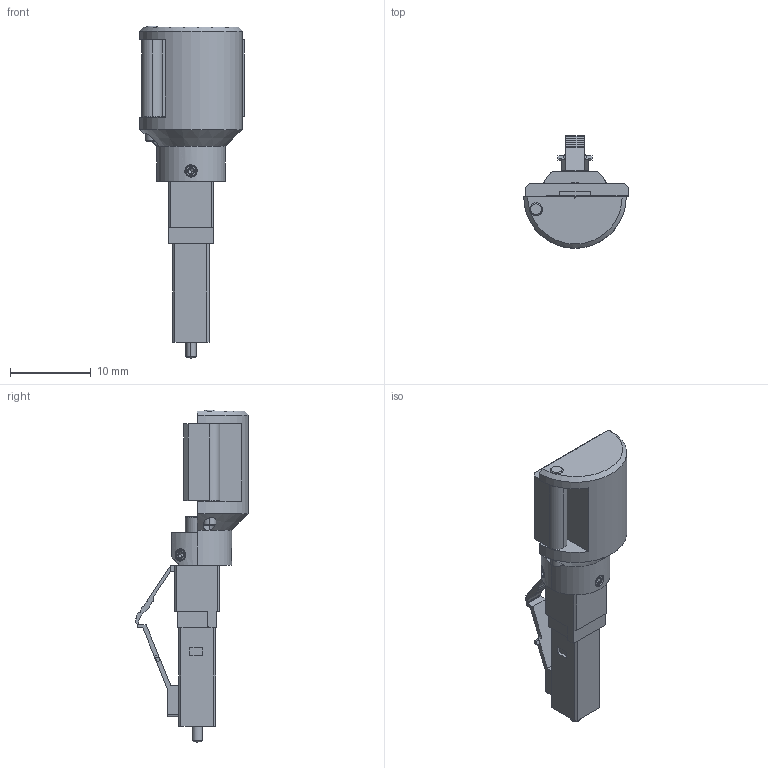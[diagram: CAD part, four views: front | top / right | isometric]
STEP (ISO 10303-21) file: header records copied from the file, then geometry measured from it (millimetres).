
FILE_DESCRIPTION (( 'STEP AP203' ), '1' );
FILE_NAME ('40000269A.STEP', '2019-12-05T17:07:06', ( '' ), ( '' ), 'SwSTEP 2.0', 'SolidWorks 2015', '' );
FILE_SCHEMA (( 'CONFIG_CONTROL_DESIGN' ));
Length unit declared in the file: inch
Products named in the file (1): 40000269A
Bounding box: 12.95 x 14 x 41.13 mm (x, y, z)
Volume: 1578.4 mm3; surface area: 2424.7 mm2
Topology: 11 solids, 11 shells, 458 faces, 1075 edges, 634 vertices
Faces by surface type: plane 159, cone 148, cylinder 145, torus 4, bspline 2
Entity records: 13754 total; most frequent: CARTESIAN_POINT 3476, ORIENTED_EDGE 2114, DIRECTION 2099, EDGE_CURVE 1057, AXIS2_PLACEMENT_3D 759, VERTEX_POINT 628, VECTOR 581, LINE 581
